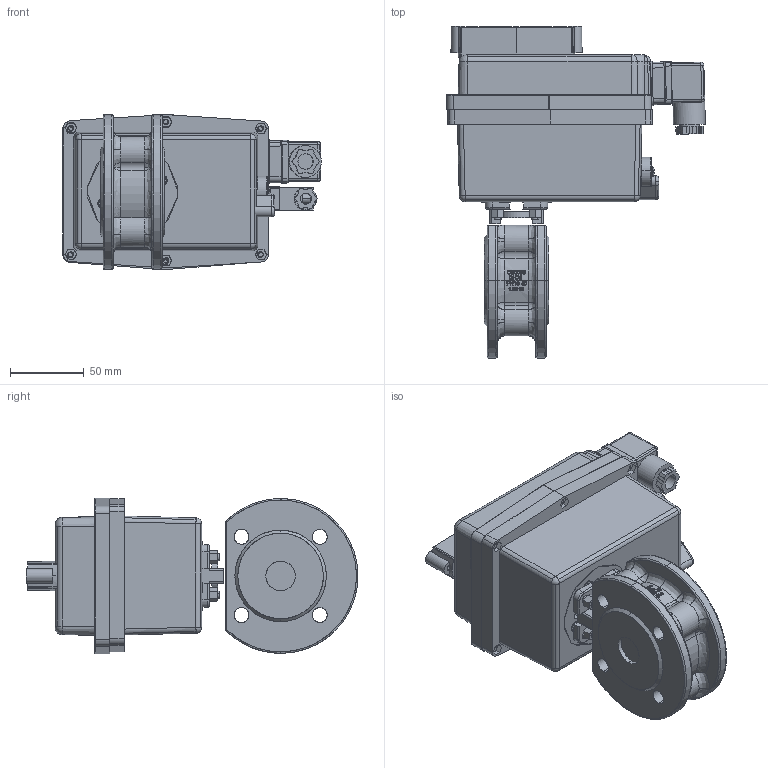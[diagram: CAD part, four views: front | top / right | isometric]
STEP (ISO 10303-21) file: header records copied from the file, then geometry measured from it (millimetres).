
FILE_DESCRIPTION (( 'STEP AP214' ), '1' );
FILE_NAME ('EK06_DN20 (EK06000004).STEP', '2022-05-12T07:50:26', ( '' ), ( '' ), 'SwSTEP 2.0', 'SolidWorks 2021', '' );
FILE_SCHEMA (( 'AUTOMOTIVE_DESIGN' ));
Length unit declared in the file: metre
Products named in the file (1): EK06_DN20 (EK06000004)
Bounding box: 175.51 x 225.17 x 105.32 mm (x, y, z)
Surface area: 137177 mm2 (no closed solid volume)
Topology: 0 solids, 278 shells, 1019 faces, 4299 edges, 3496 vertices
Faces by surface type: cylinder 402, plane 344, bspline 126, torus 80, cone 57, sphere 10
Entity records: 76430 total; most frequent: CARTESIAN_POINT 32253, DIRECTION 6340, ORIENTED_EDGE 5860, EDGE_CURVE 4286, VERTEX_POINT 3496, AXIS2_PLACEMENT_3D 2305, VECTOR 1730, LINE 1730
